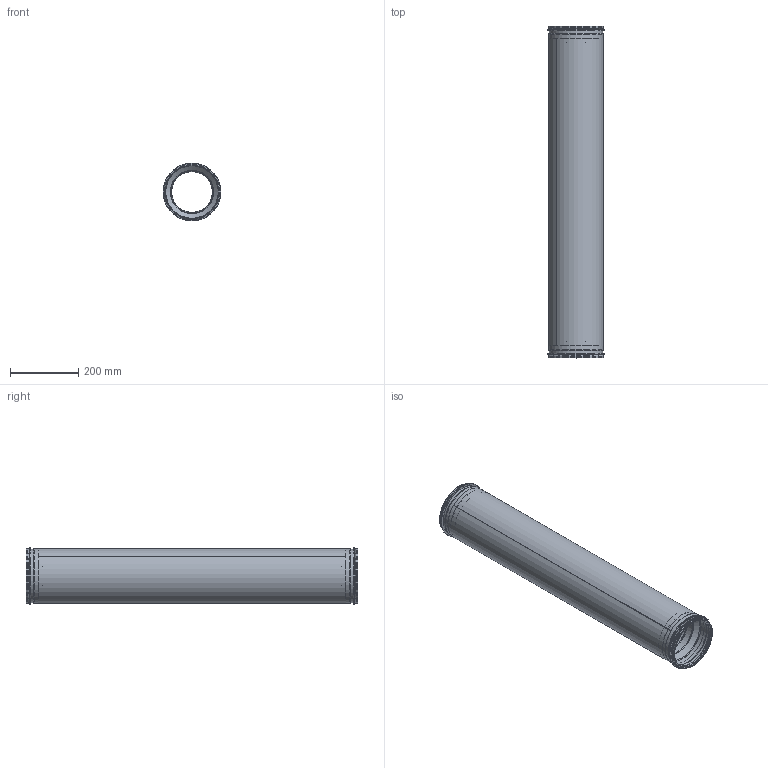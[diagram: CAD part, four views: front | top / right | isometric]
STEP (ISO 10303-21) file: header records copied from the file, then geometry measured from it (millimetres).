
FILE_DESCRIPTION((''),'2;1');
FILE_NAME('HILF-160-900-100.stp','2014-03-05T15:01:05',(''),(''),'Autodesk Inventor 2013','Autodesk Inventor 2013','');
FILE_SCHEMA(('AUTOMOTIVE_DESIGN { 1 2 10303 214 0 1 1 1 }'));
Length unit declared in the file: millimetre
Products named in the file (8): HILF-160-900-100; HILF-160-900-002; HILF-160-900-003; HILF-160-900-001; HFKL-160-125; HFKL-Rörämne-160-125; 999004; 999005
Assembly tree (8 placements, depth 3):
  HILF-160-900-100
    HILF-160-900-002
    HILF-160-900-003
    HILF-160-900-001
    HFKL-160-125  x2
      HFKL-Rörämne-160-125
      999004
      999005
Bounding box: 169.4 x 970.9 x 169.4 mm (x, y, z)
Volume: 6183326.1 mm3; surface area: 2690061.1 mm2
Topology: 9 solids, 9 shells, 166 faces, 312 edges, 176 vertices
Faces by surface type: torus 56, cylinder 54, plane 36, cone 20
Full cylindrical faces by diameter (mm): 120.25 x2, 120.45 x2, 121.25 x2, 123.05 x10, 124.05 x4, 129.45 x2, 134.45 x2, 155.2 x2, 155.4 x2, 156.2 x2, 158 x10, 159 x4, 164.4 x2, 169.4 x2
Entity records: 2269 total; most frequent: DIRECTION 412, CARTESIAN_POINT 316, ORIENTED_EDGE 220, AXIS2_PLACEMENT_3D 194, EDGE_LOOP 166, EDGE_CURVE 110, VERTEX_POINT 98, FACE_OUTER_BOUND 92
